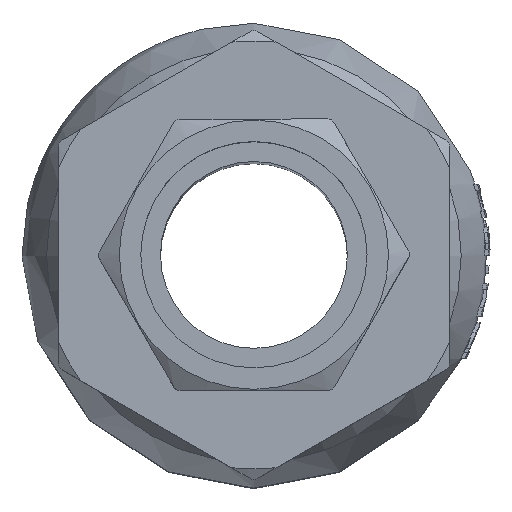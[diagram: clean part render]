
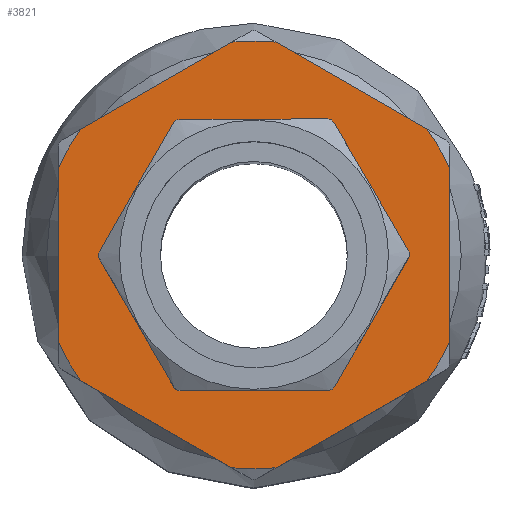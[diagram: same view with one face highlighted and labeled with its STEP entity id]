
A CAD part, top view. The second image highlights one B-rep face of the part: STEP entity #3821.
In plain terms, the highlighted planar face has unit normal (0, 0, 1).
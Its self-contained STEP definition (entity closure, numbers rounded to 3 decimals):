
#196=FACE_BOUND('',#1110,.T.);
#278=PLANE('',#4123);
#432=LINE('',#7199,#635);
#435=LINE('',#7233,#638);
#439=LINE('',#7285,#642);
#443=LINE('',#7333,#646);
#447=LINE('',#7381,#650);
#453=LINE('',#7528,#656);
#459=LINE('',#7543,#662);
#462=LINE('',#7551,#665);
#465=LINE('',#7559,#668);
#467=LINE('',#7565,#670);
#479=LINE('',#7633,#682);
#480=LINE('',#7634,#683);
#635=VECTOR('',#4674,10.);
#638=VECTOR('',#4681,10.);
#642=VECTOR('',#4693,10.);
#646=VECTOR('',#4705,10.);
#650=VECTOR('',#4717,10.);
#656=VECTOR('',#4743,10.);
#662=VECTOR('',#4759,10.);
#665=VECTOR('',#4768,10.);
#668=VECTOR('',#4777,10.);
#670=VECTOR('',#4785,10.);
#682=VECTOR('',#4871,10.);
#683=VECTOR('',#4872,10.);
#896=FACE_OUTER_BOUND('',#1109,.T.);
#1109=EDGE_LOOP('',(#3244,#3245,#3246,#3247,#3248,#3249,#3250,#3251,#3252,
#3253,#3254,#3255));
#1110=EDGE_LOOP('',(#3256,#3257,#3258,#3259,#3260,#3261,#3262,#3263,#3264,
#3265,#3266,#3267));
#1222=CIRCLE('',#4047,28.635);
#1223=CIRCLE('',#4052,28.635);
#1224=CIRCLE('',#4056,28.635);
#1225=CIRCLE('',#4060,28.635);
#1226=CIRCLE('',#4064,28.635);
#1227=CIRCLE('',#4067,28.635);
#1228=CIRCLE('',#4069,1.);
#1230=CIRCLE('',#4074,1.);
#1231=CIRCLE('',#4076,1.);
#1232=CIRCLE('',#4079,1.);
#1233=CIRCLE('',#4082,1.);
#1234=CIRCLE('',#4085,1.);
#1679=VERTEX_POINT('',#7173);
#1680=VERTEX_POINT('',#7177);
#1685=VERTEX_POINT('',#7195);
#1690=VERTEX_POINT('',#7228);
#1691=VERTEX_POINT('',#7232);
#1696=VERTEX_POINT('',#7250);
#1699=VERTEX_POINT('',#7280);
#1700=VERTEX_POINT('',#7284);
#1707=VERTEX_POINT('',#7328);
#1708=VERTEX_POINT('',#7332);
#1715=VERTEX_POINT('',#7376);
#1716=VERTEX_POINT('',#7380);
#1723=VERTEX_POINT('',#7435);
#1724=VERTEX_POINT('',#7437);
#1737=VERTEX_POINT('',#7527);
#1738=VERTEX_POINT('',#7531);
#1739=VERTEX_POINT('',#7535);
#1740=VERTEX_POINT('',#7537);
#1741=VERTEX_POINT('',#7541);
#1742=VERTEX_POINT('',#7545);
#1743=VERTEX_POINT('',#7549);
#1744=VERTEX_POINT('',#7553);
#1745=VERTEX_POINT('',#7557);
#1746=VERTEX_POINT('',#7561);
#2163=EDGE_CURVE('',#1680,#1679,#1222,.T.);
#2170=EDGE_CURVE('',#1679,#1685,#432,.T.);
#2176=EDGE_CURVE('',#1691,#1690,#435,.T.);
#2183=EDGE_CURVE('',#1690,#1696,#1223,.T.);
#2188=EDGE_CURVE('',#1700,#1699,#439,.T.);
#2194=EDGE_CURVE('',#1699,#1691,#1224,.T.);
#2199=EDGE_CURVE('',#1708,#1707,#443,.T.);
#2205=EDGE_CURVE('',#1707,#1700,#1225,.T.);
#2210=EDGE_CURVE('',#1716,#1715,#447,.T.);
#2216=EDGE_CURVE('',#1715,#1708,#1226,.T.);
#2219=EDGE_CURVE('',#1685,#1716,#1227,.T.);
#2222=EDGE_CURVE('',#1723,#1724,#1228,.F.);
#2238=EDGE_CURVE('',#1737,#1724,#453,.T.);
#2240=EDGE_CURVE('',#1737,#1738,#1230,.F.);
#2243=EDGE_CURVE('',#1739,#1740,#1231,.F.);
#2246=EDGE_CURVE('',#1739,#1741,#459,.T.);
#2248=EDGE_CURVE('',#1742,#1741,#1232,.F.);
#2250=EDGE_CURVE('',#1742,#1743,#462,.T.);
#2252=EDGE_CURVE('',#1744,#1743,#1233,.F.);
#2254=EDGE_CURVE('',#1744,#1745,#465,.T.);
#2256=EDGE_CURVE('',#1746,#1745,#1234,.F.);
#2257=EDGE_CURVE('',#1746,#1738,#467,.T.);
#2288=EDGE_CURVE('',#1696,#1680,#479,.T.);
#2289=EDGE_CURVE('',#1723,#1740,#480,.T.);
#3244=ORIENTED_EDGE('',*,*,#2205,.T.);
#3245=ORIENTED_EDGE('',*,*,#2188,.T.);
#3246=ORIENTED_EDGE('',*,*,#2194,.T.);
#3247=ORIENTED_EDGE('',*,*,#2176,.T.);
#3248=ORIENTED_EDGE('',*,*,#2183,.T.);
#3249=ORIENTED_EDGE('',*,*,#2288,.T.);
#3250=ORIENTED_EDGE('',*,*,#2163,.T.);
#3251=ORIENTED_EDGE('',*,*,#2170,.T.);
#3252=ORIENTED_EDGE('',*,*,#2219,.T.);
#3253=ORIENTED_EDGE('',*,*,#2210,.T.);
#3254=ORIENTED_EDGE('',*,*,#2216,.T.);
#3255=ORIENTED_EDGE('',*,*,#2199,.T.);
#3256=ORIENTED_EDGE('',*,*,#2257,.T.);
#3257=ORIENTED_EDGE('',*,*,#2240,.F.);
#3258=ORIENTED_EDGE('',*,*,#2238,.T.);
#3259=ORIENTED_EDGE('',*,*,#2222,.F.);
#3260=ORIENTED_EDGE('',*,*,#2289,.T.);
#3261=ORIENTED_EDGE('',*,*,#2243,.F.);
#3262=ORIENTED_EDGE('',*,*,#2246,.T.);
#3263=ORIENTED_EDGE('',*,*,#2248,.F.);
#3264=ORIENTED_EDGE('',*,*,#2250,.T.);
#3265=ORIENTED_EDGE('',*,*,#2252,.F.);
#3266=ORIENTED_EDGE('',*,*,#2254,.T.);
#3267=ORIENTED_EDGE('',*,*,#2256,.F.);
#3821=ADVANCED_FACE('',(#896,#196),#278,.T.);
#4047=AXIS2_PLACEMENT_3D('',#7178,#4668,#4669);
#4052=AXIS2_PLACEMENT_3D('',#7254,#4686,#4687);
#4056=AXIS2_PLACEMENT_3D('',#7302,#4698,#4699);
#4060=AXIS2_PLACEMENT_3D('',#7350,#4710,#4711);
#4064=AXIS2_PLACEMENT_3D('',#7398,#4722,#4723);
#4067=AXIS2_PLACEMENT_3D('',#7421,#4728,#4729);
#4069=AXIS2_PLACEMENT_3D('',#7438,#4733,#4734);
#4074=AXIS2_PLACEMENT_3D('',#7532,#4747,#4748);
#4076=AXIS2_PLACEMENT_3D('',#7538,#4753,#4754);
#4079=AXIS2_PLACEMENT_3D('',#7547,#4763,#4764);
#4082=AXIS2_PLACEMENT_3D('',#7555,#4772,#4773);
#4085=AXIS2_PLACEMENT_3D('',#7563,#4781,#4782);
#4123=AXIS2_PLACEMENT_3D('',#7632,#4869,#4870);
#4668=DIRECTION('center_axis',(0.,0.,1.));
#4669=DIRECTION('ref_axis',(0.,1.,0.));
#4674=DIRECTION('',(0.,1.,0.));
#4681=DIRECTION('',(0.866,-0.5,0.));
#4686=DIRECTION('center_axis',(0.,0.,1.));
#4687=DIRECTION('ref_axis',(0.,1.,0.));
#4693=DIRECTION('',(0.,-1.,0.));
#4698=DIRECTION('center_axis',(0.,0.,1.));
#4699=DIRECTION('ref_axis',(0.,1.,0.));
#4705=DIRECTION('',(-0.866,-0.5,0.));
#4710=DIRECTION('center_axis',(0.,0.,1.));
#4711=DIRECTION('ref_axis',(0.,1.,0.));
#4717=DIRECTION('',(-0.866,0.5,0.));
#4722=DIRECTION('center_axis',(0.,0.,1.));
#4723=DIRECTION('ref_axis',(0.,1.,0.));
#4728=DIRECTION('center_axis',(0.,0.,1.));
#4729=DIRECTION('ref_axis',(0.,1.,0.));
#4733=DIRECTION('center_axis',(0.,0.,-1.));
#4734=DIRECTION('ref_axis',(0.503,-0.864,0.));
#4743=DIRECTION('',(-0.497,-0.868,0.));
#4747=DIRECTION('center_axis',(0.,0.,-1.));
#4748=DIRECTION('ref_axis',(1.,0.003,0.));
#4753=DIRECTION('center_axis',(0.,0.,-1.));
#4754=DIRECTION('ref_axis',(-0.497,-0.868,0.));
#4759=DIRECTION('',(-0.503,0.864,0.));
#4763=DIRECTION('center_axis',(0.,0.,-1.));
#4764=DIRECTION('ref_axis',(-1.,-0.003,0.));
#4768=DIRECTION('',(0.497,0.868,0.));
#4772=DIRECTION('center_axis',(0.,0.,-1.));
#4773=DIRECTION('ref_axis',(-0.503,0.864,0.));
#4777=DIRECTION('',(1.,0.003,0.));
#4781=DIRECTION('center_axis',(0.,0.,-1.));
#4782=DIRECTION('ref_axis',(0.497,0.868,0.));
#4785=DIRECTION('',(0.503,-0.864,0.));
#4869=DIRECTION('center_axis',(0.,0.,1.));
#4870=DIRECTION('ref_axis',(1.,0.,0.));
#4871=DIRECTION('',(0.866,0.5,0.));
#4872=DIRECTION('',(-1.,-0.003,0.));
#7173=CARTESIAN_POINT('',(26.146,-11.677,82.));
#7177=CARTESIAN_POINT('',(23.185,-16.804,82.));
#7178=CARTESIAN_POINT('Origin',(0.,0.,82.));
#7195=CARTESIAN_POINT('',(26.146,11.677,82.));
#7199=CARTESIAN_POINT('',(26.146,-15.095,82.));
#7228=CARTESIAN_POINT('',(-2.96,-28.481,82.));
#7232=CARTESIAN_POINT('',(-23.185,-16.804,82.));
#7233=CARTESIAN_POINT('',(-26.146,-15.095,82.));
#7250=CARTESIAN_POINT('',(2.96,-28.481,82.));
#7254=CARTESIAN_POINT('Origin',(0.,0.,82.));
#7280=CARTESIAN_POINT('',(-26.146,-11.677,82.));
#7284=CARTESIAN_POINT('',(-26.146,11.677,82.));
#7285=CARTESIAN_POINT('',(-26.146,15.095,82.));
#7302=CARTESIAN_POINT('Origin',(0.,0.,82.));
#7328=CARTESIAN_POINT('',(-23.185,16.804,82.));
#7332=CARTESIAN_POINT('',(-2.96,28.481,82.));
#7333=CARTESIAN_POINT('',(0.,30.19,82.));
#7350=CARTESIAN_POINT('Origin',(0.,0.,82.));
#7376=CARTESIAN_POINT('',(2.96,28.481,82.));
#7380=CARTESIAN_POINT('',(23.185,16.804,82.));
#7381=CARTESIAN_POINT('',(26.146,15.095,82.));
#7398=CARTESIAN_POINT('Origin',(0.,0.,82.));
#7421=CARTESIAN_POINT('Origin',(0.,0.,82.));
#7435=CARTESIAN_POINT('',(9.958,-18.113,82.));
#7437=CARTESIAN_POINT('',(10.822,-17.61,82.));
#7438=CARTESIAN_POINT('Origin',(9.955,-17.113,82.));
#7527=CARTESIAN_POINT('',(20.665,-0.433,82.));
#7528=CARTESIAN_POINT('',(22.262,2.353,82.));
#7531=CARTESIAN_POINT('',(20.662,0.567,82.));
#7532=CARTESIAN_POINT('Origin',(19.798,0.064,82.));
#7535=CARTESIAN_POINT('',(-10.708,-17.68,82.));
#7537=CARTESIAN_POINT('',(-9.84,-18.178,82.));
#7538=CARTESIAN_POINT('Origin',(-9.843,-17.178,82.));
#7541=CARTESIAN_POINT('',(-20.662,-0.567,82.));
#7543=CARTESIAN_POINT('',(-16.994,-6.873,82.));
#7545=CARTESIAN_POINT('',(-20.665,0.433,82.));
#7547=CARTESIAN_POINT('Origin',(-19.798,-0.064,82.));
#7549=CARTESIAN_POINT('',(-10.822,17.61,82.));
#7551=CARTESIAN_POINT('',(-14.434,11.307,82.));
#7553=CARTESIAN_POINT('',(-9.958,18.113,82.));
#7555=CARTESIAN_POINT('Origin',(-9.955,17.113,82.));
#7557=CARTESIAN_POINT('',(9.84,18.178,82.));
#7559=CARTESIAN_POINT('',(-5.268,18.128,82.));
#7561=CARTESIAN_POINT('',(10.708,17.68,82.));
#7563=CARTESIAN_POINT('Origin',(9.843,17.178,82.));
#7565=CARTESIAN_POINT('',(9.108,20.431,82.));
#7632=CARTESIAN_POINT('Origin',(0.,18.146,82.));
#7633=CARTESIAN_POINT('',(0.,-30.19,82.));
#7634=CARTESIAN_POINT('',(5.327,-18.128,82.));
